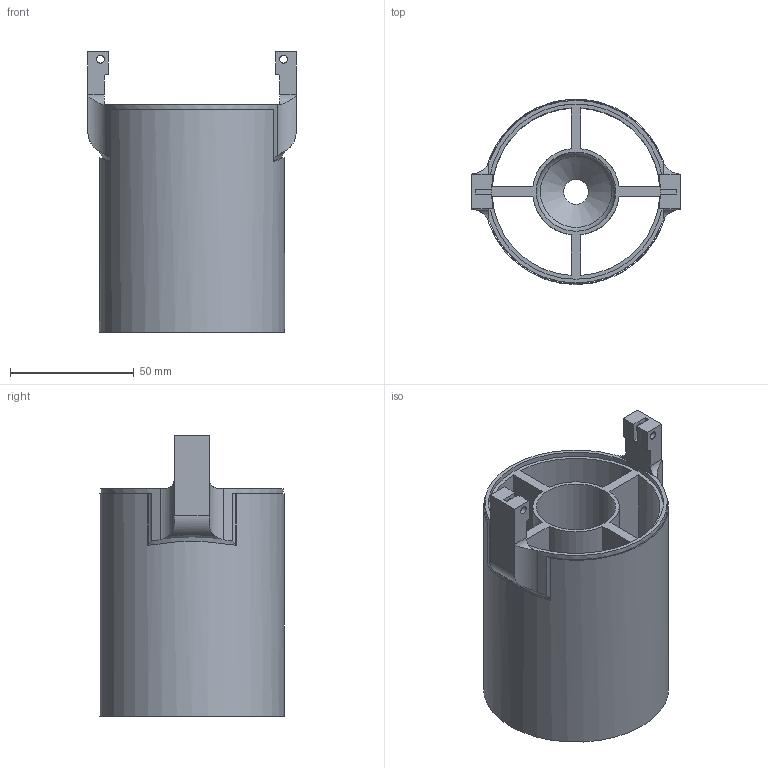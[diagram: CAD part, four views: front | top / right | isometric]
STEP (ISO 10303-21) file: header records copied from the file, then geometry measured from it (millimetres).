
FILE_DESCRIPTION(/* description */ ('STEP AP242','CAx-IF Rec.Pracs.---Representation and Presentation of Product Manufacturing Information (PMI)---4.0---2014-10-13','CAx-IF Rec.Pracs.---3D Tessellated Geometry---0.4---2014-09-14','2;1'),/* implementation_level */ '2;1');
FILE_NAME(/* name */ '66a9ce15ce5587688ae26509',/* time_stamp */ '2024-07-31T05:39:33Z',/* author */ (''),/* organization */ (''),/* preprocessor_version */ 'ST-DEVELOPER v20',/* originating_system */ ' ',/* authorisation */ ' ');
FILE_SCHEMA (('AP242_MANAGED_MODEL_BASED_3D_ENGINEERING_MIM_LF { 1 0 10303 442 1 1 4 }'));
Length unit declared in the file: metre
Products named in the file (2): Surface 1; Part 1
Bounding box: 84.17 x 74.68 x 113.37 mm (x, y, z)
Volume: 76122.5 mm3; surface area: 79634.7 mm2
Topology: 1 solids, 2 shells, 82 faces, 251 edges, 168 vertices
Faces by surface type: plane 43, cylinder 33, bspline 2, cone 2, torus 2
Full cylindrical faces by diameter (mm): 3.15 x4, 32 x1, 67.8 x1, 70.8 x1, 72.799 x1, 74.799 x1
Entity records: 2941 total; most frequent: CARTESIAN_POINT 694, ORIENTED_EDGE 459, DIRECTION 440, EDGE_CURVE 234, VERTEX_POINT 164, AXIS2_PLACEMENT_3D 158, LINE 124, VECTOR 124
